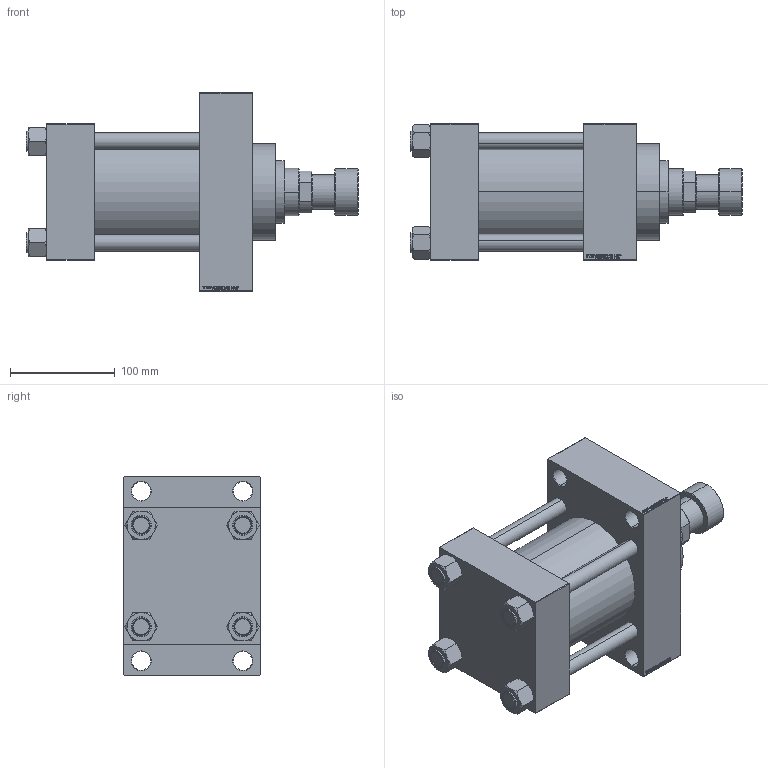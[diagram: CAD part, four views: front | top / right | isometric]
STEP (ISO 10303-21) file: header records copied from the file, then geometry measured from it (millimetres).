
FILE_DESCRIPTION (( 'STEP AP203' ), '1' );
FILE_NAME ('8da7.STEP', '2022-04-15T11:20:31', ( '' ), ( '' ), 'SwSTEP 2.0', 'SolidWorks 2019', '' );
FILE_SCHEMA (( 'CONFIG_CONTROL_DESIGN' ));
Length unit declared in the file: millimetre
Products named in the file (7): V215CR_D_Body f1d0e14a547d02cdfe4ffe278ba9631f; V215_VC_A f1d0e14a547d02cdfe4ffe278ba9631f; V215CR_D_TYCINKA f1d0e14a547d02cdfe4ffe278ba9631f; V215CR_ROD_END_F f1d0e14a547d02cdfe4ffe278ba9631f; NUT_M5_D f1d0e14a547d02cdfe4ffe278ba9631f; V215CR_VCP_D f1d0e14a547d02cdfe4ffe278ba9631f; 8da7
Assembly tree (12 placements, depth 2):
  8da7
    V215CR_D_Body f1d0e14a547d02cdfe4ffe278ba9631f
    V215CR_VCP_D f1d0e14a547d02cdfe4ffe278ba9631f
    NUT_M5_D f1d0e14a547d02cdfe4ffe278ba9631f  x4
    V215CR_D_TYCINKA f1d0e14a547d02cdfe4ffe278ba9631f  x4
    V215_VC_A f1d0e14a547d02cdfe4ffe278ba9631f
    V215CR_ROD_END_F f1d0e14a547d02cdfe4ffe278ba9631f
Bounding box: 317 x 130 x 190 mm (x, y, z)
Volume: 2759655.6 mm3; surface area: 390306 mm2
Topology: 12 solids, 12 shells, 1173 faces, 2944 edges, 1909 vertices
Faces by surface type: plane 550, bspline 368, cone 146, cylinder 97, torus 12
Entity records: 48341 total; most frequent: CARTESIAN_POINT 25272, ORIENTED_EDGE 5152, DIRECTION 3386, EDGE_CURVE 2576, VERTEX_POINT 1687, LINE 1540, VECTOR 1540, EDGE_LOOP 1151
